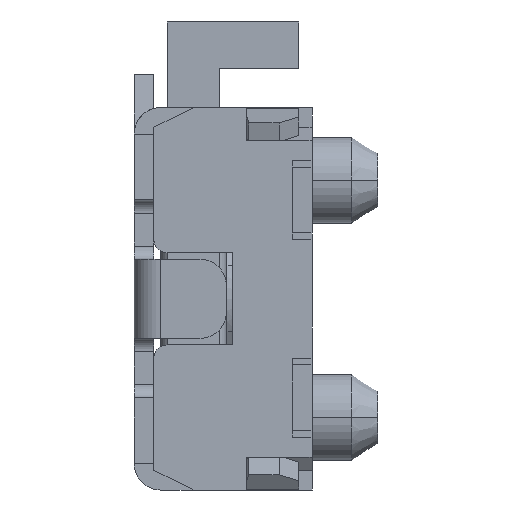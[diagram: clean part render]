
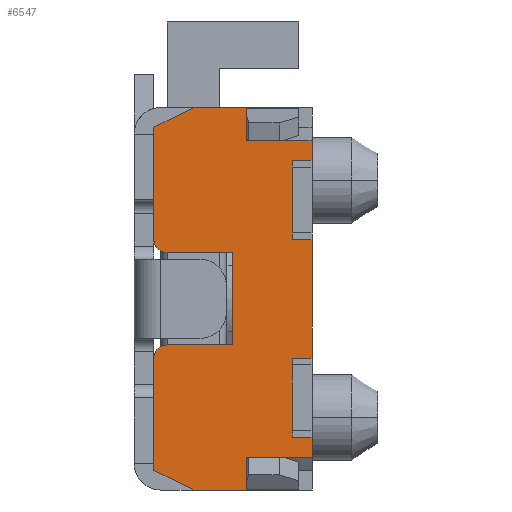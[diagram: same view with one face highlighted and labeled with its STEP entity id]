
A CAD part, left-side view. The second image highlights one B-rep face of the part: STEP entity #6547.
In plain terms, the highlighted planar face has unit normal (-1, 0, 0).
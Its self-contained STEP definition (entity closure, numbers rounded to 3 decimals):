
#775=DIRECTION('',(0.,0.,1.));
#776=VECTOR('',#775,0.15);
#777=CARTESIAN_POINT('',(-1.75,0.05,1.05));
#778=LINE('',#777,#776);
#915=DIRECTION('',(0.,0.,1.));
#916=VECTOR('',#915,0.15);
#917=CARTESIAN_POINT('',(-1.75,0.05,-1.2));
#918=LINE('',#917,#916);
#947=DIRECTION('',(0.,0.,1.));
#948=VECTOR('',#947,0.9);
#949=CARTESIAN_POINT('',(-1.75,0.05,-0.45));
#950=LINE('',#949,#948);
#1015=DIRECTION('',(0.,0.,1.));
#1016=VECTOR('',#1015,0.6);
#1017=CARTESIAN_POINT('',(-1.75,0.2,0.45));
#1018=LINE('',#1017,#1016);
#1031=DIRECTION('',(0.,-1.,0.));
#1032=VECTOR('',#1031,0.15);
#1033=CARTESIAN_POINT('',(-1.75,0.2,1.05));
#1034=LINE('',#1033,#1032);
#1035=DIRECTION('',(0.,0.,-1.));
#1036=VECTOR('',#1035,0.6);
#1037=CARTESIAN_POINT('',(-1.75,0.2,-0.45));
#1038=LINE('',#1037,#1036);
#1039=DIRECTION('',(0.,-1.,0.));
#1040=VECTOR('',#1039,0.15);
#1041=CARTESIAN_POINT('',(-1.75,0.2,-1.05));
#1042=LINE('',#1041,#1040);
#1043=DIRECTION('',(0.,1.,0.));
#1044=VECTOR('',#1043,0.5);
#1045=CARTESIAN_POINT('',(-1.75,0.05,-1.2));
#1046=LINE('',#1045,#1044);
#1047=DIRECTION('',(0.,0.,-1.));
#1048=VECTOR('',#1047,0.25);
#1049=CARTESIAN_POINT('',(-1.75,0.55,-1.2));
#1050=LINE('',#1049,#1048);
#1051=DIRECTION('',(0.,1.,0.));
#1052=VECTOR('',#1051,0.4);
#1053=CARTESIAN_POINT('',(-1.75,0.55,-1.45));
#1054=LINE('',#1053,#1052);
#1055=DIRECTION('',(0.,0.894,0.447));
#1056=VECTOR('',#1055,0.335);
#1057=CARTESIAN_POINT('',(-1.75,0.95,-1.45));
#1058=LINE('',#1057,#1056);
#1059=DIRECTION('',(0.,0.,1.));
#1060=VECTOR('',#1059,0.85);
#1061=CARTESIAN_POINT('',(-1.75,1.25,-1.3));
#1062=LINE('',#1061,#1060);
#1063=CARTESIAN_POINT('',(-1.75,1.15,-0.45));
#1064=DIRECTION('',(1.,0.,0.));
#1065=DIRECTION('',(0.,1.,0.));
#1066=AXIS2_PLACEMENT_3D('',#1063,#1064,#1065);
#1068=DIRECTION('',(0.,-1.,0.));
#1069=VECTOR('',#1068,0.5);
#1070=CARTESIAN_POINT('',(-1.75,1.15,-0.35));
#1071=LINE('',#1070,#1069);
#1072=DIRECTION('',(0.,0.,1.));
#1073=VECTOR('',#1072,0.7);
#1074=CARTESIAN_POINT('',(-1.75,0.65,-0.35));
#1075=LINE('',#1074,#1073);
#1076=DIRECTION('',(0.,1.,0.));
#1077=VECTOR('',#1076,0.5);
#1078=CARTESIAN_POINT('',(-1.75,0.65,0.35));
#1079=LINE('',#1078,#1077);
#1080=CARTESIAN_POINT('',(-1.75,1.15,0.45));
#1081=DIRECTION('',(1.,0.,0.));
#1082=DIRECTION('',(0.,0.,-1.));
#1083=AXIS2_PLACEMENT_3D('',#1080,#1081,#1082);
#1085=DIRECTION('',(0.,0.,1.));
#1086=VECTOR('',#1085,0.85);
#1087=CARTESIAN_POINT('',(-1.75,1.25,0.45));
#1088=LINE('',#1087,#1086);
#1089=DIRECTION('',(0.,-0.894,0.447));
#1090=VECTOR('',#1089,0.335);
#1091=CARTESIAN_POINT('',(-1.75,1.25,1.3));
#1092=LINE('',#1091,#1090);
#1093=DIRECTION('',(0.,-1.,0.));
#1094=VECTOR('',#1093,0.4);
#1095=CARTESIAN_POINT('',(-1.75,0.95,1.45));
#1096=LINE('',#1095,#1094);
#1097=DIRECTION('',(0.,0.,-1.));
#1098=VECTOR('',#1097,0.25);
#1099=CARTESIAN_POINT('',(-1.75,0.55,1.45));
#1100=LINE('',#1099,#1098);
#1101=DIRECTION('',(0.,-1.,0.));
#1102=VECTOR('',#1101,0.5);
#1103=CARTESIAN_POINT('',(-1.75,0.55,1.2));
#1104=LINE('',#1103,#1102);
#1105=DIRECTION('',(0.,-1.,0.));
#1106=VECTOR('',#1105,0.15);
#1107=CARTESIAN_POINT('',(-1.75,0.2,0.45));
#1108=LINE('',#1107,#1106);
#1109=DIRECTION('',(0.,1.,0.));
#1110=VECTOR('',#1109,0.15);
#1111=CARTESIAN_POINT('',(-1.75,0.05,-0.45));
#1112=LINE('',#1111,#1110);
#4518=CARTESIAN_POINT('',(-1.75,1.15,0.35));
#4519=VERTEX_POINT('',#4518);
#4520=CARTESIAN_POINT('',(-1.75,0.65,0.35));
#4521=VERTEX_POINT('',#4520);
#4526=CARTESIAN_POINT('',(-1.75,1.25,0.45));
#4527=VERTEX_POINT('',#4526);
#4558=CARTESIAN_POINT('',(-1.75,0.65,-0.35));
#4559=VERTEX_POINT('',#4558);
#4674=CARTESIAN_POINT('',(-1.75,0.05,1.05));
#4675=VERTEX_POINT('',#4674);
#4676=CARTESIAN_POINT('',(-1.75,0.05,1.2));
#4677=VERTEX_POINT('',#4676);
#4742=CARTESIAN_POINT('',(-1.75,0.05,-1.2));
#4743=VERTEX_POINT('',#4742);
#4744=CARTESIAN_POINT('',(-1.75,0.05,-1.05));
#4745=VERTEX_POINT('',#4744);
#4758=CARTESIAN_POINT('',(-1.75,0.05,-0.45));
#4759=VERTEX_POINT('',#4758);
#4760=CARTESIAN_POINT('',(-1.75,0.05,0.45));
#4761=VERTEX_POINT('',#4760);
#4784=CARTESIAN_POINT('',(-1.75,0.2,0.45));
#4785=VERTEX_POINT('',#4784);
#4786=CARTESIAN_POINT('',(-1.75,0.2,1.05));
#4787=VERTEX_POINT('',#4786);
#4788=CARTESIAN_POINT('',(-1.75,0.2,-0.45));
#4789=CARTESIAN_POINT('',(-1.75,0.2,-1.05));
#4790=VERTEX_POINT('',#4788);
#4791=VERTEX_POINT('',#4789);
#4792=CARTESIAN_POINT('',(-1.75,0.55,-1.2));
#4793=VERTEX_POINT('',#4792);
#4794=CARTESIAN_POINT('',(-1.75,0.55,-1.45));
#4795=VERTEX_POINT('',#4794);
#4796=CARTESIAN_POINT('',(-1.75,0.95,-1.45));
#4797=VERTEX_POINT('',#4796);
#4798=CARTESIAN_POINT('',(-1.75,1.25,-1.3));
#4799=VERTEX_POINT('',#4798);
#4800=CARTESIAN_POINT('',(-1.75,1.25,-0.45));
#4801=VERTEX_POINT('',#4800);
#4802=CARTESIAN_POINT('',(-1.75,1.15,-0.35));
#4803=VERTEX_POINT('',#4802);
#4804=CARTESIAN_POINT('',(-1.75,1.25,1.3));
#4805=VERTEX_POINT('',#4804);
#4806=CARTESIAN_POINT('',(-1.75,0.95,1.45));
#4807=VERTEX_POINT('',#4806);
#4808=CARTESIAN_POINT('',(-1.75,0.55,1.45));
#4809=VERTEX_POINT('',#4808);
#4810=CARTESIAN_POINT('',(-1.75,0.55,1.2));
#4811=VERTEX_POINT('',#4810);
#6500=CARTESIAN_POINT('',(-1.75,0.65,0.));
#6501=DIRECTION('',(1.,0.,0.));
#6502=DIRECTION('',(0.,1.,0.));
#6503=AXIS2_PLACEMENT_3D('',#6500,#6501,#6502);
#6504=PLANE('',#6503);
#6506=ORIENTED_EDGE('',*,*,#6505,.T.);
#6508=ORIENTED_EDGE('',*,*,#6507,.T.);
#6509=ORIENTED_EDGE('',*,*,#6385,.F.);
#6511=ORIENTED_EDGE('',*,*,#6510,.T.);
#6513=ORIENTED_EDGE('',*,*,#6512,.T.);
#6515=ORIENTED_EDGE('',*,*,#6514,.T.);
#6517=ORIENTED_EDGE('',*,*,#6516,.T.);
#6519=ORIENTED_EDGE('',*,*,#6518,.T.);
#6521=ORIENTED_EDGE('',*,*,#6520,.T.);
#6523=ORIENTED_EDGE('',*,*,#6522,.T.);
#6524=ORIENTED_EDGE('',*,*,#6077,.T.);
#6525=ORIENTED_EDGE('',*,*,#5992,.T.);
#6526=ORIENTED_EDGE('',*,*,#6011,.T.);
#6528=ORIENTED_EDGE('',*,*,#6527,.T.);
#6530=ORIENTED_EDGE('',*,*,#6529,.T.);
#6532=ORIENTED_EDGE('',*,*,#6531,.T.);
#6534=ORIENTED_EDGE('',*,*,#6533,.T.);
#6536=ORIENTED_EDGE('',*,*,#6535,.T.);
#6537=ORIENTED_EDGE('',*,*,#6314,.F.);
#6538=ORIENTED_EDGE('',*,*,#6494,.F.);
#6539=ORIENTED_EDGE('',*,*,#6466,.F.);
#6541=ORIENTED_EDGE('',*,*,#6540,.T.);
#6542=ORIENTED_EDGE('',*,*,#6401,.F.);
#6544=ORIENTED_EDGE('',*,*,#6543,.T.);
#6545=EDGE_LOOP('',(#6506,#6508,#6509,#6511,#6513,#6515,#6517,#6519,#6521,#6523,
#6524,#6525,#6526,#6528,#6530,#6532,#6534,#6536,#6537,#6538,#6539,#6541,#6542,
#6544));
#6546=FACE_OUTER_BOUND('',#6545,.F.);
#6547=ADVANCED_FACE('',(#6546),#6504,.F.);
#1067=CIRCLE('',#1066,0.1);
#1084=CIRCLE('',#1083,0.1);
#5992=EDGE_CURVE('',#4521,#4519,#1079,.T.);
#6011=EDGE_CURVE('',#4519,#4527,#1084,.T.);
#6077=EDGE_CURVE('',#4559,#4521,#1075,.T.);
#6314=EDGE_CURVE('',#4675,#4677,#778,.T.);
#6385=EDGE_CURVE('',#4743,#4745,#918,.T.);
#6401=EDGE_CURVE('',#4759,#4761,#950,.T.);
#6466=EDGE_CURVE('',#4785,#4787,#1018,.T.);
#6494=EDGE_CURVE('',#4787,#4675,#1034,.T.);
#6505=EDGE_CURVE('',#4790,#4791,#1038,.T.);
#6507=EDGE_CURVE('',#4791,#4745,#1042,.T.);
#6510=EDGE_CURVE('',#4743,#4793,#1046,.T.);
#6512=EDGE_CURVE('',#4793,#4795,#1050,.T.);
#6514=EDGE_CURVE('',#4795,#4797,#1054,.T.);
#6516=EDGE_CURVE('',#4797,#4799,#1058,.T.);
#6518=EDGE_CURVE('',#4799,#4801,#1062,.T.);
#6520=EDGE_CURVE('',#4801,#4803,#1067,.T.);
#6522=EDGE_CURVE('',#4803,#4559,#1071,.T.);
#6527=EDGE_CURVE('',#4527,#4805,#1088,.T.);
#6529=EDGE_CURVE('',#4805,#4807,#1092,.T.);
#6531=EDGE_CURVE('',#4807,#4809,#1096,.T.);
#6533=EDGE_CURVE('',#4809,#4811,#1100,.T.);
#6535=EDGE_CURVE('',#4811,#4677,#1104,.T.);
#6540=EDGE_CURVE('',#4785,#4761,#1108,.T.);
#6543=EDGE_CURVE('',#4759,#4790,#1112,.T.);
